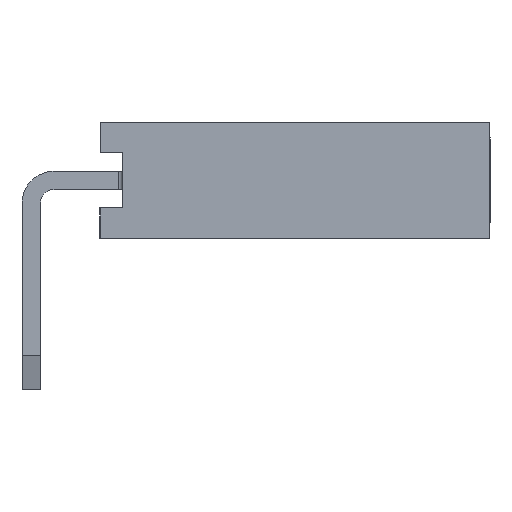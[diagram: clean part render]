
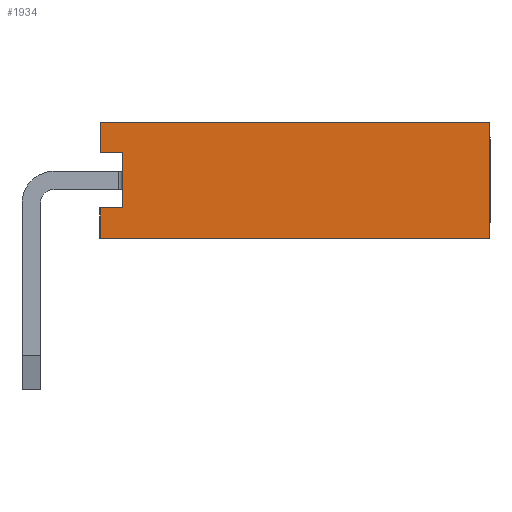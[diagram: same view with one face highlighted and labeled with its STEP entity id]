
A CAD part, left-side view. The second image highlights one B-rep face of the part: STEP entity #1934.
In plain terms, the highlighted planar face has unit normal (-1, 0, 0).
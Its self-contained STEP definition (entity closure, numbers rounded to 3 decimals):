
#1934=ADVANCED_FACE('',(#10514),#10516,.T.);
#10514=FACE_BOUND('',#10515,.T.);
#10515=EDGE_LOOP('',(#17413,#17414,#17415,#17416,#17417,#17418,#17419,#17420));
#10516=PLANE('',#10517);
#10517=AXIS2_PLACEMENT_3D('',#10518,#10519,#10520);
#10518=CARTESIAN_POINT('',(-1.27,-1.5,2.54));
#10519=DIRECTION('',(-1.,0.,0.));
#10520=DIRECTION('',(0.,0.,-1.));
#17413=ORIENTED_EDGE('',*,*,#22389,.T.);
#17414=ORIENTED_EDGE('',*,*,#22390,.T.);
#17415=ORIENTED_EDGE('',*,*,#22391,.T.);
#17416=ORIENTED_EDGE('',*,*,#22392,.F.);
#17417=ORIENTED_EDGE('',*,*,#22393,.F.);
#17418=ORIENTED_EDGE('',*,*,#22394,.T.);
#17419=ORIENTED_EDGE('',*,*,#22395,.T.);
#17420=ORIENTED_EDGE('',*,*,#22057,.T.);
#22057=EDGE_CURVE('',#25249,#25250,#25251,.T.);
#22389=EDGE_CURVE('',#25250,#25721,#25722,.F.);
#22390=EDGE_CURVE('',#25721,#25723,#25724,.T.);
#22391=EDGE_CURVE('',#25723,#25725,#25726,.T.);
#22392=EDGE_CURVE('',#25727,#25725,#25728,.T.);
#22393=EDGE_CURVE('',#25729,#25727,#25730,.T.);
#22394=EDGE_CURVE('',#25729,#25731,#25732,.T.);
#22395=EDGE_CURVE('',#25731,#25249,#25733,.F.);
#25249=VERTEX_POINT('',#30861);
#25250=VERTEX_POINT('',#30862);
#25251=LINE('',#30863,#30864);
#25721=VERTEX_POINT('',#31997);
#25722=LINE('',#31998,#31999);
#25723=VERTEX_POINT('',#32001);
#25724=LINE('',#32002,#32003);
#25725=VERTEX_POINT('',#32005);
#25726=LINE('',#32006,#32007);
#25727=VERTEX_POINT('',#32009);
#25728=LINE('',#32010,#32011);
#25729=VERTEX_POINT('',#32013);
#25730=LINE('',#32014,#32015);
#25731=VERTEX_POINT('',#32017);
#25732=LINE('',#32018,#32019);
#25733=LINE('',#32021,#32022);
#30861=CARTESIAN_POINT('',(-1.27,-2.,1.87));
#30862=CARTESIAN_POINT('',(-1.27,-2.,0.67));
#30863=CARTESIAN_POINT('',(-1.27,-2.,1.87));
#30864=VECTOR('',#30865,1.);
#30865=DIRECTION('',(0.,0.,-1.));
#31997=CARTESIAN_POINT('',(-1.27,-1.5,0.67));
#31998=CARTESIAN_POINT('',(-1.27,-1.5,0.67));
#31999=VECTOR('',#32000,1.);
#32000=DIRECTION('',(0.,-1.,0.));
#32001=CARTESIAN_POINT('',(-1.27,-1.5,0.));
#32002=CARTESIAN_POINT('',(-1.27,-1.5,0.67));
#32003=VECTOR('',#32004,1.);
#32004=DIRECTION('',(0.,0.,-1.));
#32005=CARTESIAN_POINT('',(-1.27,-10.,0.));
#32006=CARTESIAN_POINT('',(-1.27,-1.5,0.));
#32007=VECTOR('',#32008,1.);
#32008=DIRECTION('',(0.,-1.,0.));
#32009=CARTESIAN_POINT('',(-1.27,-10.,2.54));
#32010=CARTESIAN_POINT('',(-1.27,-10.,2.54));
#32011=VECTOR('',#32012,1.);
#32012=DIRECTION('',(0.,0.,-1.));
#32013=CARTESIAN_POINT('',(-1.27,-1.5,2.54));
#32014=CARTESIAN_POINT('',(-1.27,-1.5,2.54));
#32015=VECTOR('',#32016,1.);
#32016=DIRECTION('',(0.,-1.,0.));
#32017=CARTESIAN_POINT('',(-1.27,-1.5,1.87));
#32018=CARTESIAN_POINT('',(-1.27,-1.5,2.54));
#32019=VECTOR('',#32020,1.);
#32020=DIRECTION('',(0.,0.,-1.));
#32021=CARTESIAN_POINT('',(-1.27,-2.,1.87));
#32022=VECTOR('',#32023,1.);
#32023=DIRECTION('',(0.,1.,0.));
